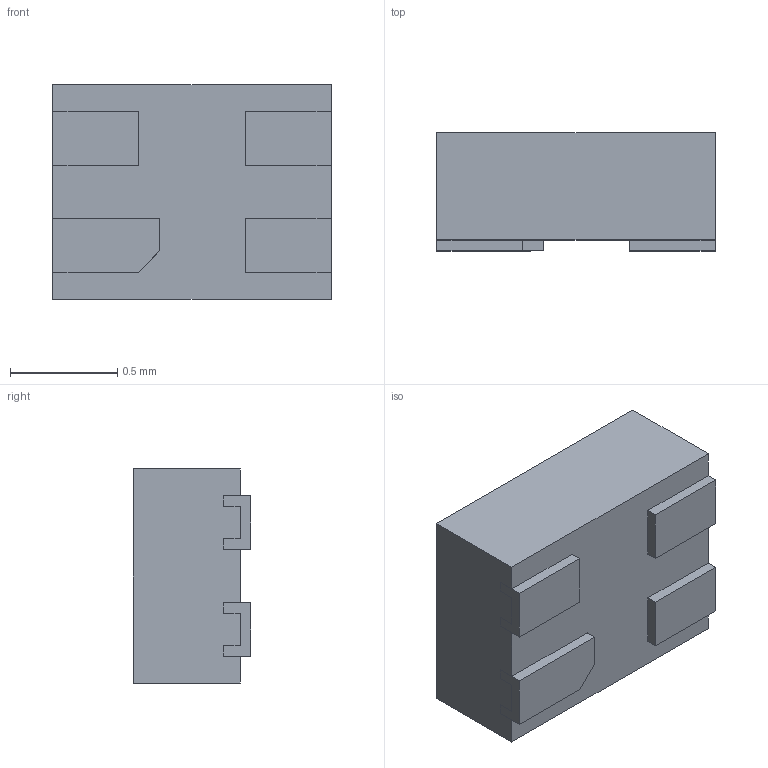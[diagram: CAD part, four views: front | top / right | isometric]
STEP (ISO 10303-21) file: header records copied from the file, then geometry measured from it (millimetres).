
FILE_DESCRIPTION (( 'STEP AP214' ), '1' );
FILE_NAME ('STLM20DD9F.STEP', '2024-01-30T14:33:46', ( 'LENOVO' ), ( '' ), 'SwSTEP 2.0', 'SolidWorks 2021', '' );
FILE_SCHEMA (( 'AUTOMOTIVE_DESIGN' ));
Length unit declared in the file: millimetre
Products named in the file (1): STLM20DD9F
Bounding box: 1.3 x 0.55 x 1 mm (x, y, z)
Volume: 0.7 mm3; surface area: 7.2 mm2
Topology: 6 solids, 6 shells, 86 faces, 219 edges, 146 vertices
Faces by surface type: plane 82, cylinder 4
Entity records: 2630 total; most frequent: CARTESIAN_POINT 452, ORIENTED_EDGE 438, DIRECTION 401, EDGE_CURVE 219, VECTOR 211, LINE 211, VERTEX_POINT 146, AXIS2_PLACEMENT_3D 95
